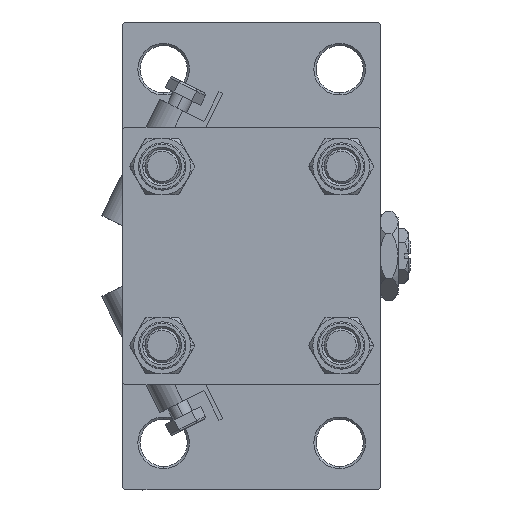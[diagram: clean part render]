
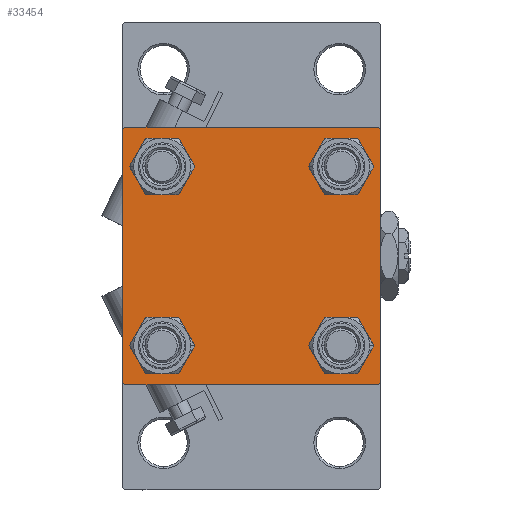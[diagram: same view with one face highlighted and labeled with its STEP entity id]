
A CAD part, left-side view. The second image highlights one B-rep face of the part: STEP entity #33454.
In plain terms, the highlighted planar face has unit normal (-1, 0, 0).
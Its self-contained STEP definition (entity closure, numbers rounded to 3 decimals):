
#441 = EDGE_LOOP ( 'NONE', ( #904, #10721 ) ) ;
#552 = LINE ( 'NONE', #19661, #7259 ) ;
#904 = ORIENTED_EDGE ( 'NONE', *, *, #10966, .T. ) ;
#941 = CARTESIAN_POINT ( 'NONE',  ( 0., -29.75, 29.75 ) ) ;
#1841 = ORIENTED_EDGE ( 'NONE', *, *, #8921, .T. ) ;
#1851 = PLANE ( 'NONE',  #30938 ) ;
#3750 = CARTESIAN_POINT ( 'NONE',  ( 0., 29.5, -30. ) ) ;
#4059 = VECTOR ( 'NONE', #36582, 1000. ) ;
#4635 = DIRECTION ( 'NONE',  ( 0., 0., -1. ) ) ;
#5187 = FACE_BOUND ( 'NONE', #38015, .T. ) ;
#5668 = LINE ( 'NONE', #24786, #33645 ) ;
#5776 = EDGE_CURVE ( 'NONE', #37464, #37868, #38999, .T. ) ;
#5921 = DIRECTION ( 'NONE',  ( 0., -0.707, -0.707 ) ) ;
#7122 = CARTESIAN_POINT ( 'NONE',  ( 0., 30., -29.5 ) ) ;
#7259 = VECTOR ( 'NONE', #4635, 1000. ) ;
#7390 = EDGE_CURVE ( 'NONE', #12480, #17155, #36846, .T. ) ;
#7592 = AXIS2_PLACEMENT_3D ( 'NONE', #38190, #34372, #15008 ) ;
#7950 = VERTEX_POINT ( 'NONE', #38490 ) ;
#8019 = LINE ( 'NONE', #35265, #23578 ) ;
#8255 = DIRECTION ( 'NONE',  ( 1., 0., 0. ) ) ;
#8309 = CARTESIAN_POINT ( 'NONE',  ( 0., -29.5, 30. ) ) ;
#8502 = DIRECTION ( 'NONE',  ( -1., 0., 0. ) ) ;
#8603 = DIRECTION ( 'NONE',  ( 0., -1., 0. ) ) ;
#8921 = EDGE_CURVE ( 'NONE', #48193, #7950, #24685, .T. ) ;
#10721 = ORIENTED_EDGE ( 'NONE', *, *, #39469, .T. ) ;
#10966 = EDGE_CURVE ( 'NONE', #48409, #16598, #13365, .T. ) ;
#10974 = CARTESIAN_POINT ( 'NONE',  ( 0., 30., 30. ) ) ;
#11360 = EDGE_LOOP ( 'NONE', ( #48477, #1841 ) ) ;
#11396 = VERTEX_POINT ( 'NONE', #8309 ) ;
#11586 = CARTESIAN_POINT ( 'NONE',  ( 0., -30., 30. ) ) ;
#11788 = CARTESIAN_POINT ( 'NONE',  ( 0., -20.85, -20.85 ) ) ;
#12480 = VERTEX_POINT ( 'NONE', #3750 ) ;
#12999 = CARTESIAN_POINT ( 'NONE',  ( 0., 20.85, -16.35 ) ) ;
#13069 = FACE_BOUND ( 'NONE', #441, .T. ) ;
#13257 = VECTOR ( 'NONE', #8603, 1000. ) ;
#13365 = CIRCLE ( 'NONE', #23145, 4.5 ) ;
#13914 = VERTEX_POINT ( 'NONE', #39352 ) ;
#14740 = CIRCLE ( 'NONE', #42383, 4.5 ) ;
#14890 = AXIS2_PLACEMENT_3D ( 'NONE', #24922, #17026, #37387 ) ;
#15008 = DIRECTION ( 'NONE',  ( 0., 0., 1. ) ) ;
#16053 = CIRCLE ( 'NONE', #34792, 4.5 ) ;
#16598 = VERTEX_POINT ( 'NONE', #41937 ) ;
#17026 = DIRECTION ( 'NONE',  ( 1., 0., 0. ) ) ;
#17142 = FACE_BOUND ( 'NONE', #49105, .T. ) ;
#17155 = VERTEX_POINT ( 'NONE', #19569 ) ;
#17312 = CARTESIAN_POINT ( 'NONE',  ( 0., 20.85, 20.85 ) ) ;
#17621 = ORIENTED_EDGE ( 'NONE', *, *, #25342, .T. ) ;
#17865 = VERTEX_POINT ( 'NONE', #7122 ) ;
#18873 = DIRECTION ( 'NONE',  ( 0., -1., 0. ) ) ;
#19132 = ORIENTED_EDGE ( 'NONE', *, *, #21651, .T. ) ;
#19569 = CARTESIAN_POINT ( 'NONE',  ( 0., -29.5, -30. ) ) ;
#19661 = CARTESIAN_POINT ( 'NONE',  ( 0., 30., 30. ) ) ;
#19870 = AXIS2_PLACEMENT_3D ( 'NONE', #47468, #8255, #27870 ) ;
#20124 = VECTOR ( 'NONE', #18873, 1000. ) ;
#20289 = LINE ( 'NONE', #941, #4059 ) ;
#20752 = ORIENTED_EDGE ( 'NONE', *, *, #5776, .T. ) ;
#20957 = AXIS2_PLACEMENT_3D ( 'NONE', #34018, #49288, #29949 ) ;
#20987 = EDGE_CURVE ( 'NONE', #7950, #48193, #16053, .T. ) ;
#20995 = CIRCLE ( 'NONE', #20957, 4.5 ) ;
#21133 = EDGE_CURVE ( 'NONE', #37464, #11396, #45855, .T. ) ;
#21378 = EDGE_CURVE ( 'NONE', #33017, #33192, #49418, .T. ) ;
#21651 = EDGE_CURVE ( 'NONE', #28656, #35713, #20995, .T. ) ;
#22123 = CARTESIAN_POINT ( 'NONE',  ( 0., -20.85, 16.35 ) ) ;
#23145 = AXIS2_PLACEMENT_3D ( 'NONE', #17312, #28293, #48377 ) ;
#23578 = VECTOR ( 'NONE', #31446, 1000. ) ;
#23982 = ORIENTED_EDGE ( 'NONE', *, *, #42599, .T. ) ;
#24229 = CARTESIAN_POINT ( 'NONE',  ( 0., 29.75, 29.75 ) ) ;
#24519 = VECTOR ( 'NONE', #31614, 1000. ) ;
#24685 = CIRCLE ( 'NONE', #7592, 4.5 ) ;
#24786 = CARTESIAN_POINT ( 'NONE',  ( 0., 29.75, -29.75 ) ) ;
#24789 = FACE_OUTER_BOUND ( 'NONE', #43408, .T. ) ;
#24922 = CARTESIAN_POINT ( 'NONE',  ( 0., 20.85, 20.85 ) ) ;
#25342 = EDGE_CURVE ( 'NONE', #37868, #17865, #552, .T. ) ;
#25732 = EDGE_CURVE ( 'NONE', #34005, #11396, #20289, .T. ) ;
#25939 = EDGE_CURVE ( 'NONE', #17155, #13914, #8019, .T. ) ;
#26690 = DIRECTION ( 'NONE',  ( 1., 0., 0. ) ) ;
#26809 = ORIENTED_EDGE ( 'NONE', *, *, #34953, .T. ) ;
#27192 = CIRCLE ( 'NONE', #19870, 4.5 ) ;
#27329 = DIRECTION ( 'NONE',  ( 1., 0., 0. ) ) ;
#27870 = DIRECTION ( 'NONE',  ( 0., 0., 1. ) ) ;
#28115 = DIRECTION ( 'NONE',  ( 0., 0., 1. ) ) ;
#28217 = CARTESIAN_POINT ( 'NONE',  ( 0., 30., -30. ) ) ;
#28293 = DIRECTION ( 'NONE',  ( 1., 0., 0. ) ) ;
#28656 = VERTEX_POINT ( 'NONE', #44362 ) ;
#29949 = DIRECTION ( 'NONE',  ( 0., 0., 1. ) ) ;
#29987 = ORIENTED_EDGE ( 'NONE', *, *, #25732, .T. ) ;
#30938 = AXIS2_PLACEMENT_3D ( 'NONE', #36744, #8502, #28115 ) ;
#31446 = DIRECTION ( 'NONE',  ( 0., -0.707, 0.707 ) ) ;
#31614 = DIRECTION ( 'NONE',  ( 0., 0.707, -0.707 ) ) ;
#31913 = EDGE_CURVE ( 'NONE', #34005, #13914, #46480, .T. ) ;
#33017 = VERTEX_POINT ( 'NONE', #12999 ) ;
#33192 = VERTEX_POINT ( 'NONE', #47080 ) ;
#33454 = ADVANCED_FACE ( 'NONE', ( #17142, #35754, #5187, #13069, #24789 ), #1851, .T. ) ;
#33645 = VECTOR ( 'NONE', #5921, 1000. ) ;
#33987 = AXIS2_PLACEMENT_3D ( 'NONE', #44717, #39977, #41415 ) ;
#34005 = VERTEX_POINT ( 'NONE', #49092 ) ;
#34018 = CARTESIAN_POINT ( 'NONE',  ( 0., -20.85, 20.85 ) ) ;
#34333 = CARTESIAN_POINT ( 'NONE',  ( 0., -20.85, 20.85 ) ) ;
#34372 = DIRECTION ( 'NONE',  ( 1., 0., 0. ) ) ;
#34792 = AXIS2_PLACEMENT_3D ( 'NONE', #11788, #27329, #42606 ) ;
#34953 = EDGE_CURVE ( 'NONE', #35713, #28656, #14740, .T. ) ;
#35265 = CARTESIAN_POINT ( 'NONE',  ( 0., -29.75, -29.75 ) ) ;
#35713 = VERTEX_POINT ( 'NONE', #22123 ) ;
#35754 = FACE_BOUND ( 'NONE', #11360, .T. ) ;
#36372 = CARTESIAN_POINT ( 'NONE',  ( 0., 30., 29.5 ) ) ;
#36582 = DIRECTION ( 'NONE',  ( 0., 0.707, 0.707 ) ) ;
#36657 = VECTOR ( 'NONE', #39080, 1000. ) ;
#36744 = CARTESIAN_POINT ( 'NONE',  ( 0., 0., 0. ) ) ;
#36839 = CIRCLE ( 'NONE', #14890, 4.5 ) ;
#36846 = LINE ( 'NONE', #28217, #13257 ) ;
#36929 = CARTESIAN_POINT ( 'NONE',  ( 0., 20.85, 25.35 ) ) ;
#37387 = DIRECTION ( 'NONE',  ( 0., 0., 1. ) ) ;
#37457 = ORIENTED_EDGE ( 'NONE', *, *, #25939, .T. ) ;
#37464 = VERTEX_POINT ( 'NONE', #44116 ) ;
#37790 = ORIENTED_EDGE ( 'NONE', *, *, #7390, .T. ) ;
#37868 = VERTEX_POINT ( 'NONE', #36372 ) ;
#38015 = EDGE_LOOP ( 'NONE', ( #42061, #23982 ) ) ;
#38190 = CARTESIAN_POINT ( 'NONE',  ( 0., -20.85, -20.85 ) ) ;
#38490 = CARTESIAN_POINT ( 'NONE',  ( 0., -20.85, -16.35 ) ) ;
#38501 = CARTESIAN_POINT ( 'NONE',  ( 0., -20.85, -25.35 ) ) ;
#38999 = LINE ( 'NONE', #24229, #24519 ) ;
#39080 = DIRECTION ( 'NONE',  ( 0., 0., -1. ) ) ;
#39352 = CARTESIAN_POINT ( 'NONE',  ( 0., -30., -29.5 ) ) ;
#39469 = EDGE_CURVE ( 'NONE', #16598, #48409, #36839, .T. ) ;
#39977 = DIRECTION ( 'NONE',  ( 1., 0., 0. ) ) ;
#41415 = DIRECTION ( 'NONE',  ( 0., 0., 1. ) ) ;
#41642 = EDGE_CURVE ( 'NONE', #17865, #12480, #5668, .T. ) ;
#41937 = CARTESIAN_POINT ( 'NONE',  ( 0., 20.85, 16.35 ) ) ;
#42061 = ORIENTED_EDGE ( 'NONE', *, *, #21378, .T. ) ;
#42383 = AXIS2_PLACEMENT_3D ( 'NONE', #34333, #26690, #42467 ) ;
#42467 = DIRECTION ( 'NONE',  ( 0., 0., 1. ) ) ;
#42599 = EDGE_CURVE ( 'NONE', #33192, #33017, #27192, .T. ) ;
#42606 = DIRECTION ( 'NONE',  ( 0., 0., 1. ) ) ;
#43408 = EDGE_LOOP ( 'NONE', ( #17621, #47443, #37790, #37457, #44244, #29987, #48199, #20752 ) ) ;
#44116 = CARTESIAN_POINT ( 'NONE',  ( 0., 29.5, 30. ) ) ;
#44244 = ORIENTED_EDGE ( 'NONE', *, *, #31913, .F. ) ;
#44362 = CARTESIAN_POINT ( 'NONE',  ( 0., -20.85, 25.35 ) ) ;
#44717 = CARTESIAN_POINT ( 'NONE',  ( 0., 20.85, -20.85 ) ) ;
#45855 = LINE ( 'NONE', #10974, #20124 ) ;
#46480 = LINE ( 'NONE', #11586, #36657 ) ;
#47080 = CARTESIAN_POINT ( 'NONE',  ( 0., 20.85, -25.35 ) ) ;
#47443 = ORIENTED_EDGE ( 'NONE', *, *, #41642, .T. ) ;
#47468 = CARTESIAN_POINT ( 'NONE',  ( 0., 20.85, -20.85 ) ) ;
#48193 = VERTEX_POINT ( 'NONE', #38501 ) ;
#48199 = ORIENTED_EDGE ( 'NONE', *, *, #21133, .F. ) ;
#48377 = DIRECTION ( 'NONE',  ( 0., 0., 1. ) ) ;
#48409 = VERTEX_POINT ( 'NONE', #36929 ) ;
#48477 = ORIENTED_EDGE ( 'NONE', *, *, #20987, .T. ) ;
#49092 = CARTESIAN_POINT ( 'NONE',  ( 0., -30., 29.5 ) ) ;
#49105 = EDGE_LOOP ( 'NONE', ( #19132, #26809 ) ) ;
#49288 = DIRECTION ( 'NONE',  ( 1., 0., 0. ) ) ;
#49418 = CIRCLE ( 'NONE', #33987, 4.5 ) ;
